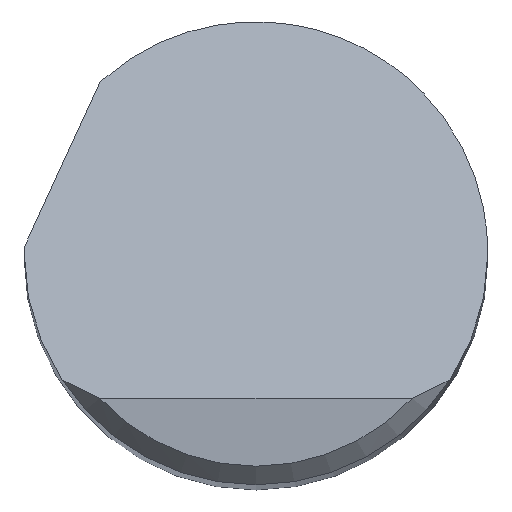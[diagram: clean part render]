
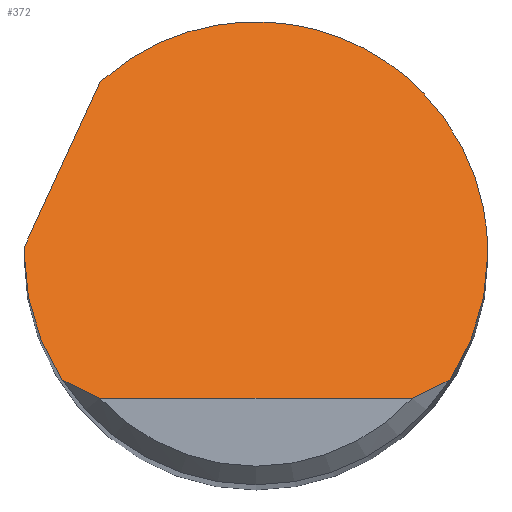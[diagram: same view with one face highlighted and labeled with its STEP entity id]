
A CAD part, top view. The second image highlights one B-rep face of the part: STEP entity #372.
In plain terms, the highlighted planar face has unit normal (0, 0.707, 0.707).
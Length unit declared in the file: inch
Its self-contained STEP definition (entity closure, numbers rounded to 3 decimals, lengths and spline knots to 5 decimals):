
#10 = CARTESIAN_POINT ( 'NONE',  ( -0.1875, -0.03666, 2.41916 ) ) ;
#14 =( BOUNDED_CURVE ( )  B_SPLINE_CURVE ( 3, ( #353, #307, #320, #89 ),
 .UNSPECIFIED., .F., .T. ) 
 B_SPLINE_CURVE_WITH_KNOTS ( ( 4, 4 ),
 ( 1.5708, 2.14917 ),
 .UNSPECIFIED. ) 
 CURVE ( )  GEOMETRIC_REPRESENTATION_ITEM ( )  RATIONAL_B_SPLINE_CURVE ( ( 1., 0.972, 0.972, 1. ) ) 
 REPRESENTATION_ITEM ( '' )  );
#25 = CARTESIAN_POINT ( 'NONE',  ( 0.12629, -0.1175, 2.5 ) ) ;
#35 = ORIENTED_EDGE ( 'NONE', *, *, #274, .T. ) ;
#40 = CARTESIAN_POINT ( 'NONE',  ( 0.1875, 0., 2.3825 ) ) ;
#44 = FACE_OUTER_BOUND ( 'NONE', #479, .T. ) ;
#48 = PLANE ( 'NONE',  #98 ) ;
#50 = CARTESIAN_POINT ( 'NONE',  ( -0.12625, 0.13863, 2.24387 ) ) ;
#52 =( BOUNDED_CURVE ( )  B_SPLINE_CURVE ( 3, ( #269, #229, #10, #423 ),
 .UNSPECIFIED., .F., .F. ) 
 B_SPLINE_CURVE_WITH_KNOTS ( ( 4, 4 ),
 ( 4.13401, 4.71239 ),
 .UNSPECIFIED. ) 
 CURVE ( )  GEOMETRIC_REPRESENTATION_ITEM ( )  RATIONAL_B_SPLINE_CURVE ( ( 1., 0.972, 0.972, 1. ) ) 
 REPRESENTATION_ITEM ( '' )  );
#56 = EDGE_CURVE ( 'NONE', #138, #400, #428, .T. ) ;
#66 = ORIENTED_EDGE ( 'NONE', *, *, #418, .F. ) ;
#89 = CARTESIAN_POINT ( 'NONE',  ( 0.157, -0.1025, 2.485 ) ) ;
#98 = AXIS2_PLACEMENT_3D ( 'NONE', #302, #152, #344 ) ;
#135 = CARTESIAN_POINT ( 'NONE',  ( -0.14711, -0.10785, 2.49035 ) ) ;
#138 = VERTEX_POINT ( 'NONE', #424 ) ;
#152 = DIRECTION ( 'NONE',  ( 0., -0.707, -0.707 ) ) ;
#159 = CARTESIAN_POINT ( 'NONE',  ( -0.18743, 0.005, 2.3775 ) ) ;
#161 = CARTESIAN_POINT ( 'NONE',  ( -0.18743, 0.005, 2.3775 ) ) ;
#166 = LINE ( 'NONE', #238, #221 ) ;
#169 = CARTESIAN_POINT ( 'NONE',  ( -0.157, -0.1025, 2.485 ) ) ;
#179 = EDGE_CURVE ( 'NONE', #180, #478, #309, .T. ) ;
#180 = VERTEX_POINT ( 'NONE', #316 ) ;
#184 = CARTESIAN_POINT ( 'NONE',  ( -0.1875, 0., 2.3825 ) ) ;
#192 = CARTESIAN_POINT ( 'NONE',  ( 0.1875, 0.18969, 2.19281 ) ) ;
#197 = EDGE_CURVE ( 'NONE', #478, #286, #166, .T. ) ;
#212 = B_SPLINE_CURVE_WITH_KNOTS ( 'NONE', 3,
 ( #25, #434, #464, #311 ),
 .UNSPECIFIED., .F., .F.,
 ( 4, 4 ),
 ( 0., 0.00095 ),
 .UNSPECIFIED. ) ;
#221 = VECTOR ( 'NONE', #230, 39.37008 ) ;
#229 = CARTESIAN_POINT ( 'NONE',  ( -0.17704, -0.0718, 2.4543 ) ) ;
#230 = DIRECTION ( 'NONE',  ( 1., 0., 0. ) ) ;
#238 = CARTESIAN_POINT ( 'NONE',  ( 0., -0.1175, 2.5 ) ) ;
#261 = CARTESIAN_POINT ( 'NONE',  ( -0.18748, 0.00333, 2.37917 ) ) ;
#262 = CARTESIAN_POINT ( 'NONE',  ( -0.12625, 0.13863, 2.24387 ) ) ;
#269 = CARTESIAN_POINT ( 'NONE',  ( -0.157, -0.1025, 2.485 ) ) ;
#274 = EDGE_CURVE ( 'NONE', #286, #318, #212, .T. ) ;
#281 = ORIENTED_EDGE ( 'NONE', *, *, #305, .F. ) ;
#282 = ORIENTED_EDGE ( 'NONE', *, *, #197, .T. ) ;
#286 = VERTEX_POINT ( 'NONE', #468 ) ;
#295 = ORIENTED_EDGE ( 'NONE', *, *, #56, .F. ) ;
#302 = CARTESIAN_POINT ( 'NONE',  ( -0.1875, -0.1175, 2.5 ) ) ;
#305 = EDGE_CURVE ( 'NONE', #349, #318, #14, .T. ) ;
#307 = CARTESIAN_POINT ( 'NONE',  ( 0.1875, -0.03666, 2.41916 ) ) ;
#308 = CARTESIAN_POINT ( 'NONE',  ( -0.1369, -0.11288, 2.49538 ) ) ;
#309 = B_SPLINE_CURVE_WITH_KNOTS ( 'NONE', 3,
 ( #169, #135, #308, #427 ),
 .UNSPECIFIED., .F., .F.,
 ( 4, 4 ),
 ( 0., 0.00095 ),
 .UNSPECIFIED. ) ;
#311 = CARTESIAN_POINT ( 'NONE',  ( 0.157, -0.1025, 2.485 ) ) ;
#316 = CARTESIAN_POINT ( 'NONE',  ( -0.157, -0.1025, 2.485 ) ) ;
#318 = VERTEX_POINT ( 'NONE', #474 ) ;
#320 = CARTESIAN_POINT ( 'NONE',  ( 0.17704, -0.0718, 2.4543 ) ) ;
#328 = ORIENTED_EDGE ( 'NONE', *, *, #352, .F. ) ;
#332 = DIRECTION ( 'NONE',  ( 0.308, 0.673, -0.673 ) ) ;
#334 = CARTESIAN_POINT ( 'NONE',  ( -0.1875, 0.00167, 2.38083 ) ) ;
#337 = ORIENTED_EDGE ( 'NONE', *, *, #401, .F. ) ;
#344 = DIRECTION ( 'NONE',  ( 0., 0.707, -0.707 ) ) ;
#349 = VERTEX_POINT ( 'NONE', #449 ) ;
#352 = EDGE_CURVE ( 'NONE', #415, #349, #409, .T. ) ;
#353 = CARTESIAN_POINT ( 'NONE',  ( 0.1875, 0., 2.3825 ) ) ;
#358 = CARTESIAN_POINT ( 'NONE',  ( -0.12629, -0.1175, 2.5 ) ) ;
#372 = ADVANCED_FACE ( 'NONE', ( #44 ), #48, .F. ) ;
#374 = CARTESIAN_POINT ( 'NONE',  ( 0.014, 0.26635, 2.11615 ) ) ;
#377 = VECTOR ( 'NONE', #332, 39.37008 ) ;
#383 = CARTESIAN_POINT ( 'NONE',  ( -0.23821, -0.10589, 2.48839 ) ) ;
#400 = VERTEX_POINT ( 'NONE', #161 ) ;
#401 = EDGE_CURVE ( 'NONE', #400, #415, #413, .T. ) ;
#409 =( BOUNDED_CURVE ( )  B_SPLINE_CURVE ( 3, ( #262, #374, #192, #40 ),
 .UNSPECIFIED., .F., .T. ) 
 B_SPLINE_CURVE_WITH_KNOTS ( ( 4, 4 ),
 ( 5.54449, 7.85398 ),
 .UNSPECIFIED. ) 
 CURVE ( )  GEOMETRIC_REPRESENTATION_ITEM ( )  RATIONAL_B_SPLINE_CURVE ( ( 1., 0.603, 0.603, 1. ) ) 
 REPRESENTATION_ITEM ( '' )  );
#413 = LINE ( 'NONE', #383, #377 ) ;
#415 = VERTEX_POINT ( 'NONE', #50 ) ;
#418 = EDGE_CURVE ( 'NONE', #180, #138, #52, .T. ) ;
#419 = ORIENTED_EDGE ( 'NONE', *, *, #179, .T. ) ;
#423 = CARTESIAN_POINT ( 'NONE',  ( -0.1875, 0., 2.3825 ) ) ;
#424 = CARTESIAN_POINT ( 'NONE',  ( -0.1875, 0., 2.3825 ) ) ;
#427 = CARTESIAN_POINT ( 'NONE',  ( -0.12629, -0.1175, 2.5 ) ) ;
#428 =( BOUNDED_CURVE ( )  B_SPLINE_CURVE ( 3, ( #184, #334, #261, #159 ),
 .UNSPECIFIED., .F., .F. ) 
 B_SPLINE_CURVE_WITH_KNOTS ( ( 4, 4 ),
 ( 4.71239, 4.73906 ),
 .UNSPECIFIED. ) 
 CURVE ( )  GEOMETRIC_REPRESENTATION_ITEM ( )  RATIONAL_B_SPLINE_CURVE ( ( 1., 1., 1., 1. ) ) 
 REPRESENTATION_ITEM ( '' )  );
#434 = CARTESIAN_POINT ( 'NONE',  ( 0.1369, -0.11288, 2.49538 ) ) ;
#449 = CARTESIAN_POINT ( 'NONE',  ( 0.1875, 0., 2.3825 ) ) ;
#464 = CARTESIAN_POINT ( 'NONE',  ( 0.14711, -0.10785, 2.49035 ) ) ;
#468 = CARTESIAN_POINT ( 'NONE',  ( 0.12629, -0.1175, 2.5 ) ) ;
#474 = CARTESIAN_POINT ( 'NONE',  ( 0.157, -0.1025, 2.485 ) ) ;
#478 = VERTEX_POINT ( 'NONE', #358 ) ;
#479 = EDGE_LOOP ( 'NONE', ( #282, #35, #281, #328, #337, #295, #66, #419 ) ) ;
